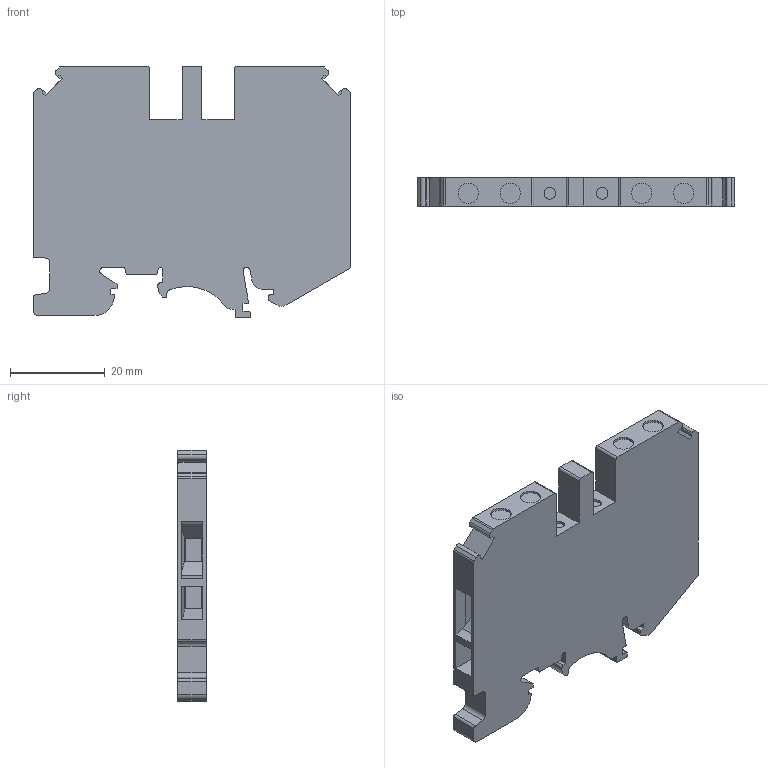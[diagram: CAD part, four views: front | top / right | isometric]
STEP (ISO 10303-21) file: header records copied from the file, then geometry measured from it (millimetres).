
FILE_DESCRIPTION(/* description */ ('Unknown'),/* implementation_level */ '2;1');
FILE_NAME(/* name */ 'KUT4-2X2_GY_3D',/* time_stamp */ '2019-09-16T12:11:36+06:00',/* author */ ('Unknown'),/* organization */ ('Unknown'),/* preprocessor_version */ 'ST-DEVELOPER v16.7',/* originating_system */ 'DEX',/* authorisation */ $);
FILE_SCHEMA (('AUTOMOTIVE_DESIGN {1 0 10303 214 3 1 1}'));
Length unit declared in the file: millimetre
Products named in the file (1): KUT4-2X2
Bounding box: 67 x 6 x 53 mm (x, y, z)
Volume: 16078.3 mm3; surface area: 9451.5 mm2
Topology: 1 solids, 1 shells, 176 faces, 482 edges, 318 vertices
Faces by surface type: plane 132, cylinder 44
Full cylindrical faces by diameter (mm): 2.459 x2, 4.3 x4
Entity records: 5534 total; most frequent: CARTESIAN_POINT 971, ORIENTED_EDGE 952, DIRECTION 918, EDGE_CURVE 476, LINE 388, VECTOR 388, VERTEX_POINT 318, AXIS2_PLACEMENT_3D 265
